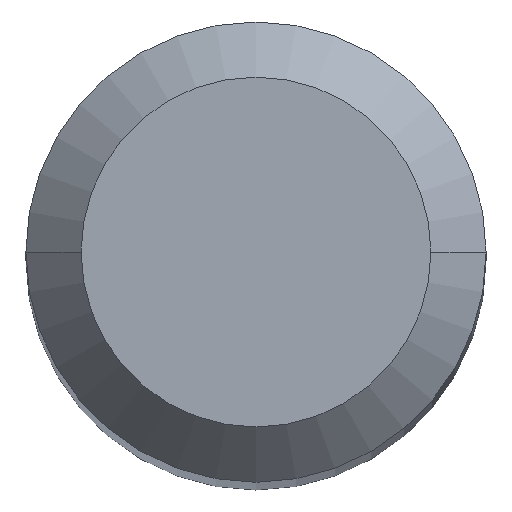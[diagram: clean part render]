
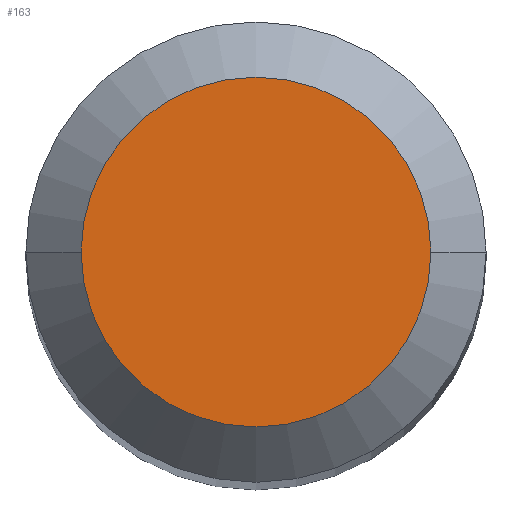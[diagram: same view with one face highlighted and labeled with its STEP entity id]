
A CAD part, top view. The second image highlights one B-rep face of the part: STEP entity #163.
In plain terms, the highlighted planar face has unit normal (0, 0, 1).
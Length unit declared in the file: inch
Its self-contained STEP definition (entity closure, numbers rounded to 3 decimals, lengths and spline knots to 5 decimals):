
#95 = CARTESIAN_POINT ( 'NONE',  ( 0., 0., 0. ) ) ;
#105 = ORIENTED_EDGE ( 'NONE', *, *, #134, .T. ) ;
#120 = DIRECTION ( 'NONE',  ( 1., 0., 0. ) ) ;
#134 = EDGE_CURVE ( 'NONE', #332, #323, #459, .T. ) ;
#150 = EDGE_LOOP ( 'NONE', ( #262, #105 ) ) ;
#163 = ADVANCED_FACE ( 'NONE', ( #442 ), #340, .F. ) ;
#167 = DIRECTION ( 'NONE',  ( 0., 0., 1. ) ) ;
#191 = CARTESIAN_POINT ( 'NONE',  ( 0., 0., 0. ) ) ;
#226 = AXIS2_PLACEMENT_3D ( 'NONE', #95, #167, #241 ) ;
#241 = DIRECTION ( 'NONE',  ( 1., 0., 0. ) ) ;
#255 = CARTESIAN_POINT ( 'NONE',  ( 0., 0.0475, 0. ) ) ;
#262 = ORIENTED_EDGE ( 'NONE', *, *, #274, .T. ) ;
#268 = DIRECTION ( 'NONE',  ( -1., 0., 0. ) ) ;
#274 = EDGE_CURVE ( 'NONE', #323, #332, #278, .T. ) ;
#278 = CIRCLE ( 'NONE', #226, 0.0475 ) ;
#301 = DIRECTION ( 'NONE',  ( 0., 0., -1. ) ) ;
#323 = VERTEX_POINT ( 'NONE', #375 ) ;
#332 = VERTEX_POINT ( 'NONE', #333 ) ;
#333 = CARTESIAN_POINT ( 'NONE',  ( 0.0475, 0., 0. ) ) ;
#340 = PLANE ( 'NONE',  #352 ) ;
#352 = AXIS2_PLACEMENT_3D ( 'NONE', #255, #301, #268 ) ;
#375 = CARTESIAN_POINT ( 'NONE',  ( -0.0475, 0., 0. ) ) ;
#414 = DIRECTION ( 'NONE',  ( 0., 0., 1. ) ) ;
#442 = FACE_OUTER_BOUND ( 'NONE', #150, .T. ) ;
#453 = AXIS2_PLACEMENT_3D ( 'NONE', #191, #414, #120 ) ;
#459 = CIRCLE ( 'NONE', #453, 0.0475 ) ;
